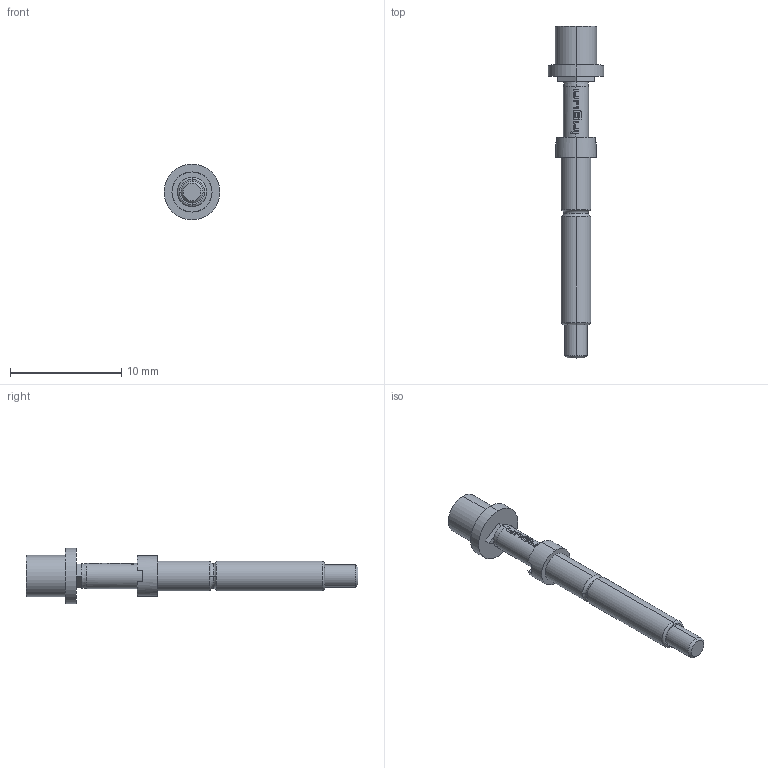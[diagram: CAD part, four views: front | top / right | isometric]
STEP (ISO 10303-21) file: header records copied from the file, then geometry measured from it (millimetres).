
FILE_DESCRIPTION (( 'STEP AP203' ), '1' );
FILE_NAME ('INGUN_T-888_302_370_350_500Axx02M.STEP', '2020-09-01T10:31:54', ( '' ), ( '' ), 'SwSTEP 2.0', 'SolidWorks 2018', '' );
FILE_SCHEMA (( 'CONFIG_CONTROL_DESIGN' ));
Length unit declared in the file: millimetre
Products named in the file (1): INGUN_T-888_302_370_350_500Axx02M
Bounding box: 5 x 29.8 x 5 mm (x, y, z)
Volume: 183.1 mm3; surface area: 336.9 mm2
Topology: 1 solids, 1 shells, 130 faces, 351 edges, 225 vertices
Faces by surface type: plane 49, bspline 35, cylinder 30, cone 10, torus 6
Entity records: 5100 total; most frequent: CARTESIAN_POINT 2238, ORIENTED_EDGE 690, DIRECTION 403, EDGE_CURVE 345, VERTEX_POINT 225, B_SPLINE_CURVE_WITH_KNOTS 204, AXIS2_PLACEMENT_3D 166, EDGE_LOOP 138
